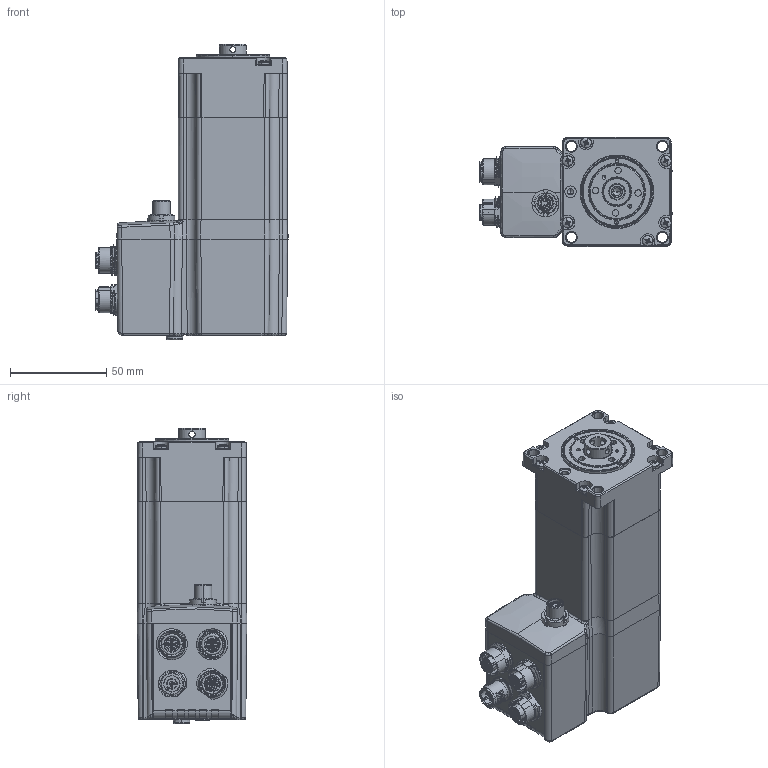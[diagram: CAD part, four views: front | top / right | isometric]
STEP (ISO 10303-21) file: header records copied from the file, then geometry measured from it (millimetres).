
FILE_DESCRIPTION (( 'STEP AP214' ), '1' );
FILE_NAME ('MIS232S66xxHx66#_1_0.STEP', '2020-04-12T13:50:31', ( '' ), ( '' ), 'SwSTEP 2.0', 'SolidWorks 2018', '' );
FILE_SCHEMA (( 'AUTOMOTIVE_DESIGN' ));
Length unit declared in the file: millimetre
Products named in the file (2): MIS232S66xxHx66#_1_0
Bounding box: 99.82 x 56.67 x 153.2 mm (x, y, z)
Volume: 501540.1 mm3; surface area: 58061.5 mm2
Topology: 2 solids, 13 shells, 2199 faces, 5537 edges, 3430 vertices
Faces by surface type: plane 951, cylinder 547, cone 296, bspline 244, torus 133, sphere 28
Entity records: 117544 total; most frequent: CARTESIAN_POINT 43140, ORIENTED_EDGE 10998, DIRECTION 9774, EDGE_CURVE 5499, AXIS2_PLACEMENT_3D 3562, VERTEX_POINT 3430, VECTOR 2650, LINE 2650
